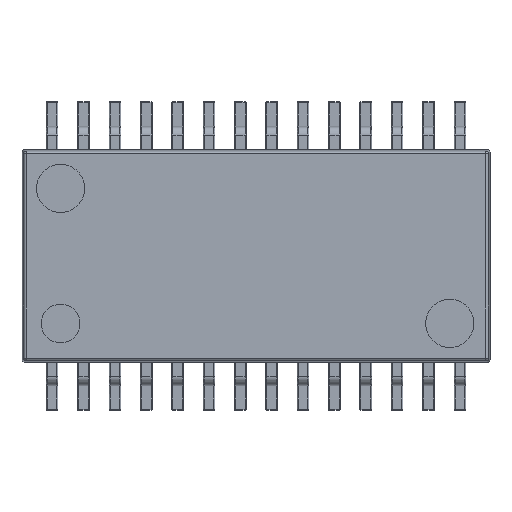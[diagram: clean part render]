
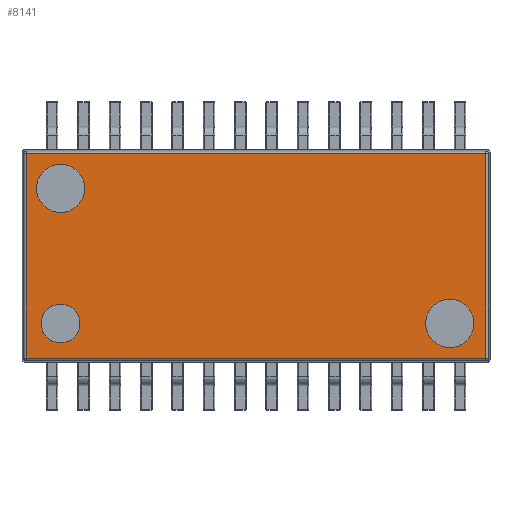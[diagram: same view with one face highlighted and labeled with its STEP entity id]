
A CAD part, top view. The second image highlights one B-rep face of the part: STEP entity #8141.
In plain terms, the highlighted planar face has unit normal (0, 0, 1).
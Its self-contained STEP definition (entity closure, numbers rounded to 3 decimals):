
#3621=VERTEX_POINT('NONE',#9632);
#3953=EDGE_CURVE('NONE',#5417,#4271,#10003,.T.);
#4271=VERTEX_POINT('NONE',#10352);
#4699=EDGE_CURVE('NONE',#4965,#6335,#10828,.T.);
#4713=VERTEX_POINT('NONE',#10845);
#4965=VERTEX_POINT('NONE',#11131);
#5417=VERTEX_POINT('NONE',#11633);
#5467=EDGE_CURVE('NONE',#6011,#3621,#11686,.T.);
#5551=VERTEX_POINT('NONE',#11775);
#5881=EDGE_CURVE('NONE',#5551,#7079,#12137,.T.);
#6011=VERTEX_POINT('NONE',#12279);
#6335=VERTEX_POINT('NONE',#12637);
#6349=EDGE_CURVE('NONE',#3621,#6011,#12653,.T.);
#6599=EDGE_CURVE('NONE',#4713,#8135,#12928,.T.);
#7035=EDGE_CURVE('NONE',#8135,#4965,#13408,.T.);
#7079=VERTEX_POINT('NONE',#13458);
#7597=EDGE_CURVE('NONE',#7079,#5551,#14047,.T.);
#8135=VERTEX_POINT('NONE',#14645);
#8141=ADVANCED_FACE('NONE',(#14651,#14652,#14653,#14654),#14655,.T.);
#8261=EDGE_CURVE('NONE',#4271,#5417,#14791,.T.);
#8273=EDGE_CURVE('NONE',#6335,#4713,#14804,.T.);
#9632=CARTESIAN_POINT('',(-4.05,1.9,0.425));
#10003=CIRCLE('',#17504,0.4);
#10352=CARTESIAN_POINT('',(-4.05,-1.0,0.425));
#10828=LINE('',#19018,#19019);
#10845=CARTESIAN_POINT('',(-4.767,2.117,0.425));
#11131=CARTESIAN_POINT('',(4.767,-2.117,0.425));
#11633=CARTESIAN_POINT('',(-4.05,-1.8,0.425));
#11686=CIRCLE('',#20700,0.5);
#11775=CARTESIAN_POINT('',(4.017,-0.9,0.425));
#12137=CIRCLE('',#21495,0.5);
#12279=CARTESIAN_POINT('',(-4.05,0.9,0.425));
#12637=CARTESIAN_POINT('',(4.767,2.117,0.425));
#12653=CIRCLE('',#22419,0.5);
#12928=LINE('',#22956,#22957);
#13408=LINE('',#23898,#23899);
#13458=CARTESIAN_POINT('',(4.017,-1.9,0.425));
#14047=CIRCLE('',#25119,0.5);
#14645=CARTESIAN_POINT('',(-4.767,-2.117,0.425));
#14651=FACE_OUTER_BOUND('',#26307,.T.);
#14652=FACE_BOUND('',#26308,.T.);
#14653=FACE_BOUND('',#26309,.T.);
#14654=FACE_BOUND('',#26310,.T.);
#14655=PLANE('',#26311);
#14791=CIRCLE('',#26503,0.4);
#14804=LINE('',#26523,#26524);
#17504=AXIS2_PLACEMENT_3D('',#29186,#29187,#29188);
#19018=CARTESIAN_POINT('',(4.767,-2.2,0.425));
#19019=VECTOR('',#30104,1000.0);
#20700=AXIS2_PLACEMENT_3D('',#31094,#31095,#31096);
#21495=AXIS2_PLACEMENT_3D('',#31554,#31555,#31556);
#22419=AXIS2_PLACEMENT_3D('',#32149,#32150,#32151);
#22956=CARTESIAN_POINT('',(-4.767,-2.2,0.425));
#22957=VECTOR('',#32447,1000.0);
#23898=CARTESIAN_POINT('',(-4.85,-2.117,0.425));
#23899=VECTOR('',#32971,1000.0);
#25119=AXIS2_PLACEMENT_3D('',#33773,#33774,#33775);
#26307=EDGE_LOOP('',(#34470,#34471,#34472,#34473));
#26308=EDGE_LOOP('',(#34474,#34475));
#26309=EDGE_LOOP('',(#34476,#34477));
#26310=EDGE_LOOP('',(#34478,#34479));
#26311=AXIS2_PLACEMENT_3D('',#34480,#34481,#34482);
#26503=AXIS2_PLACEMENT_3D('',#34675,#34676,#34677);
#26523=CARTESIAN_POINT('',(-4.85,2.117,0.425));
#26524=VECTOR('',#34689,1000.0);
#29186=CARTESIAN_POINT('',(-4.05,-1.4,0.425));
#29187=DIRECTION('',(-0.0,0.,-1.0));
#29188=DIRECTION('',(0.0,-1.0,0.));
#30104=DIRECTION('',(-0.0,1.0,0.));
#31094=CARTESIAN_POINT('',(-4.05,1.4,0.425));
#31095=DIRECTION('',(-0.0,0.,-1.0));
#31096=DIRECTION('',(0.0,-1.0,0.));
#31554=CARTESIAN_POINT('',(4.017,-1.4,0.425));
#31555=DIRECTION('',(-0.0,0.,-1.0));
#31556=DIRECTION('',(0.0,-1.0,0.));
#32149=CARTESIAN_POINT('',(-4.05,1.4,0.425));
#32150=DIRECTION('',(-0.0,0.,-1.0));
#32151=DIRECTION('',(0.0,-1.0,0.));
#32447=DIRECTION('',(0.0,-1.0,0.));
#32971=DIRECTION('',(1.0,0.0,0.0));
#33773=CARTESIAN_POINT('',(4.017,-1.4,0.425));
#33774=DIRECTION('',(-0.0,0.,-1.0));
#33775=DIRECTION('',(0.0,-1.0,0.));
#34470=ORIENTED_EDGE('',*,*,#6599,.T.);
#34471=ORIENTED_EDGE('',*,*,#7035,.T.);
#34472=ORIENTED_EDGE('',*,*,#4699,.T.);
#34473=ORIENTED_EDGE('',*,*,#8273,.T.);
#34474=ORIENTED_EDGE('',*,*,#3953,.T.);
#34475=ORIENTED_EDGE('',*,*,#8261,.T.);
#34476=ORIENTED_EDGE('',*,*,#5467,.T.);
#34477=ORIENTED_EDGE('',*,*,#6349,.T.);
#34478=ORIENTED_EDGE('',*,*,#7597,.T.);
#34479=ORIENTED_EDGE('',*,*,#5881,.T.);
#34480=CARTESIAN_POINT('',(-4.85,-2.2,0.425));
#34481=DIRECTION('',(-0.0,0.,1.0));
#34482=DIRECTION('',(1.0,0.0,0.0));
#34675=CARTESIAN_POINT('',(-4.05,-1.4,0.425));
#34676=DIRECTION('',(-0.0,0.,-1.0));
#34677=DIRECTION('',(0.0,-1.0,0.));
#34689=DIRECTION('',(-1.0,-0.0,-0.0));
